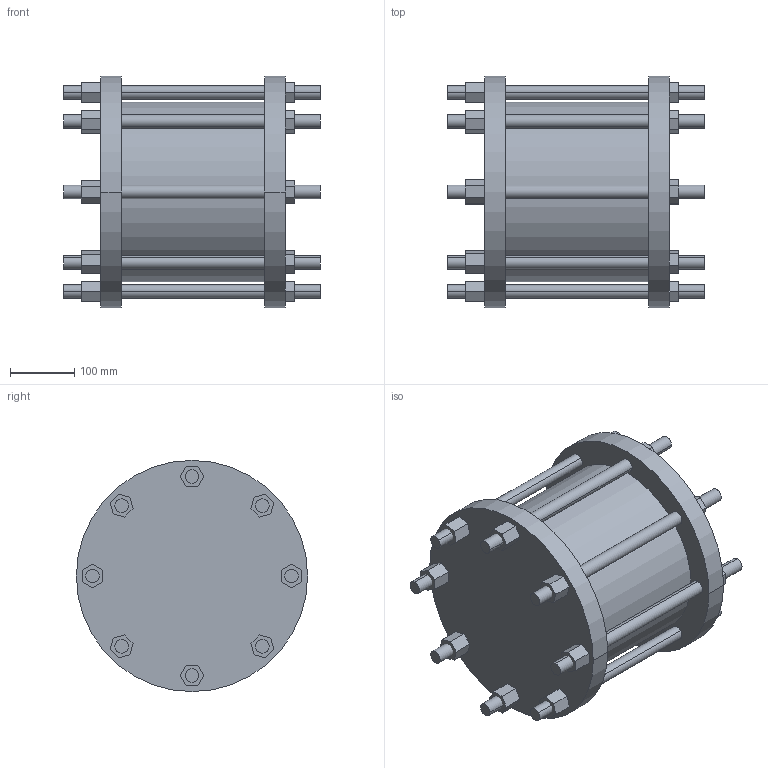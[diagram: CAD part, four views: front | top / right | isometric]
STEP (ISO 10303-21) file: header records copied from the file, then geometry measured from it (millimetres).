
FILE_DESCRIPTION(('CATIA V5 STEP Exchange'),'2;1');
FILE_NAME('STEP_103163_-_TST.stp','2018-09-24T09:45:10+00:00',('none'),('none'),'CATIA Version 5-6 Release 2016 SP4','CATIA V5 STEP AP203','none');
FILE_SCHEMA(('CONFIG_CONTROL_DESIGN'));
Length unit declared in the file: millimetre
Products named in the file (1): 103163
Bounding box: 400 x 360 x 360 mm (x, y, z)
Volume: 21602365.8 mm3; surface area: 805924.7 mm2
Topology: 17 solids, 17 shells, 202 faces, 458 edges, 312 vertices
Faces by surface type: plane 148, cylinder 54
Entity records: 4925 total; most frequent: ORIENTED_EDGE 900, CARTESIAN_POINT 845, DIRECTION 598, EDGE_CURVE 450, VECTOR 342, LINE 342, VERTEX_POINT 300, EDGE_LOOP 236
